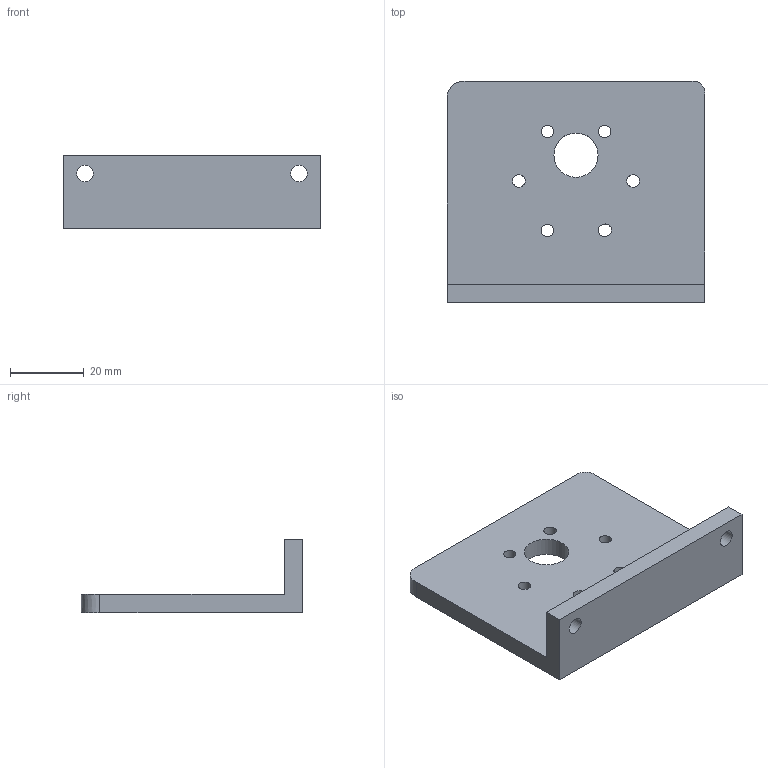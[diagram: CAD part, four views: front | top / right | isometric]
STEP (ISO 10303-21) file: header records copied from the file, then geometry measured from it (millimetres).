
FILE_DESCRIPTION(/* description */ (''),/* implementation_level */ '2;1');
FILE_NAME(/* name */ '02-panel-01 v0.step',/* time_stamp */ '2018-08-20T17:55:59+09:00',/* author */ ('chisato.nakashima'),/* organization */ (''),/* preprocessor_version */ 'ST-DEVELOPER v17',/* originating_system */ 'Autodesk Translation Framework v7.1.0.215',/* authorisation */ '');
FILE_SCHEMA (('AUTOMOTIVE_DESIGN { 1 0 10303 214 3 1 1 }'));
Length unit declared in the file: millimetre
Products named in the file (1): 02-panel-01
Bounding box: 70 x 60 x 20 mm (x, y, z)
Volume: 25217.4 mm3; surface area: 12173.3 mm2
Topology: 1 solids, 1 shells, 20 faces, 70 edges, 52 vertices
Faces by surface type: cylinder 10, plane 8, bspline 2
Full cylindrical faces by diameter (mm): 3.4 x5, 4.5 x2, 12 x1
Entity records: 1017 total; most frequent: CARTESIAN_POINT 311, ORIENTED_EDGE 140, DIRECTION 138, EDGE_CURVE 70, AXIS2_PLACEMENT_3D 55, VERTEX_POINT 52, EDGE_LOOP 38, CIRCLE 36
